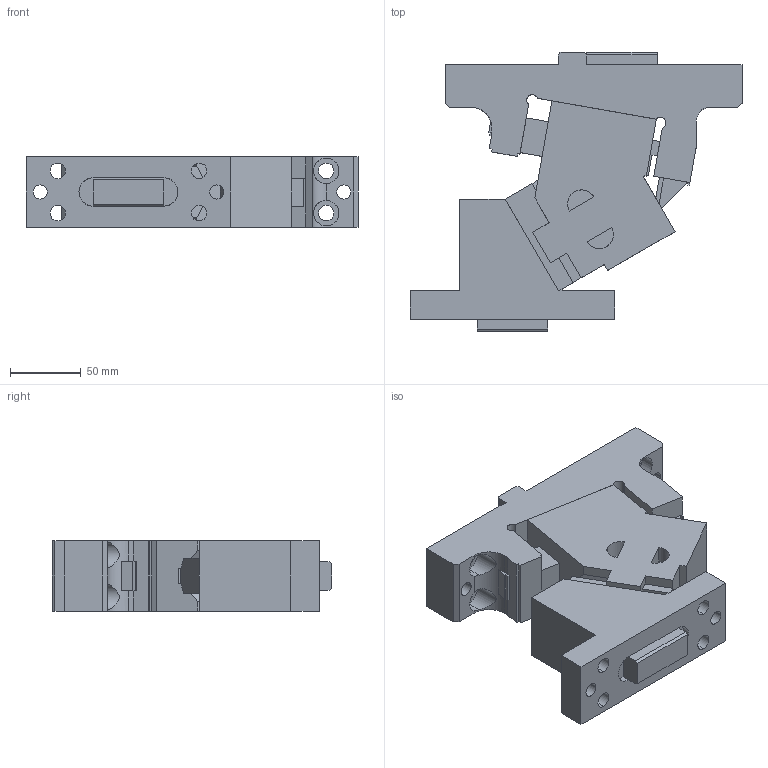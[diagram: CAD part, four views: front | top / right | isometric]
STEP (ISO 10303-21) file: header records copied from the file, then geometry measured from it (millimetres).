
FILE_DESCRIPTION(('CATIA V5 STEP Exchange'),'2;1');
FILE_NAME('CACG_50_60.stp','2015-04-21T14:45:31+00:00',('none'),('none'),'CATIA Version 5 Release 19 SP 2 (IN-10)','CATIA V5 STEP AP203','none');
FILE_SCHEMA(('CONFIG_CONTROL_DESIGN'));
Length unit declared in the file: millimetre
Products named in the file (1): CACG_50_60
Bounding box: 235 x 198 x 50 mm (x, y, z)
Volume: 1169477.6 mm3; surface area: 165834 mm2
Topology: 3 solids, 3 shells, 231 faces, 644 edges, 419 vertices
Faces by surface type: plane 166, cylinder 65
Entity records: 8047 total; most frequent: CARTESIAN_POINT 2194, ORIENTED_EDGE 1288, DIRECTION 1014, EDGE_CURVE 644, VECTOR 492, LINE 492, VERTEX_POINT 419, AXIS2_PLACEMENT_3D 308
